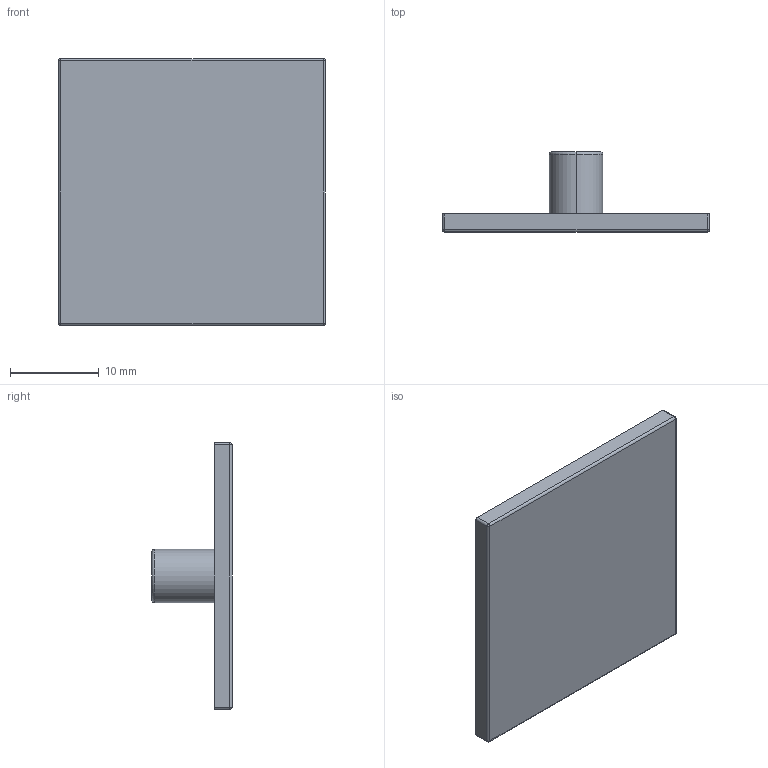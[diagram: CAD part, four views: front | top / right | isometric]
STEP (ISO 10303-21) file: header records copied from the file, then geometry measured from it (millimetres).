
FILE_DESCRIPTION (( 'STEP AP203' ), '1' );
FILE_NAME ('B40-30.STEP', '2018-04-03T11:04:24', ( 'User2' ), ( '' ), 'SwSTEP 2.0', 'SolidWorks 2007', '' );
FILE_SCHEMA (( 'CONFIG_CONTROL_DESIGN' ));
Length unit declared in the file: millimetre
Products named in the file (1): B40-30
Bounding box: 30 x 9 x 30 mm (x, y, z)
Volume: 1493.9 mm3; surface area: 2324.4 mm2
Topology: 1 solids, 1 shells, 33 faces, 72 edges, 40 vertices
Faces by surface type: plane 13, cylinder 12, torus 4, bspline 4
Entity records: 987 total; most frequent: CARTESIAN_POINT 202, DIRECTION 160, ORIENTED_EDGE 136, EDGE_CURVE 68, AXIS2_PLACEMENT_3D 62, VERTEX_POINT 40, EDGE_LOOP 36, LINE 36
